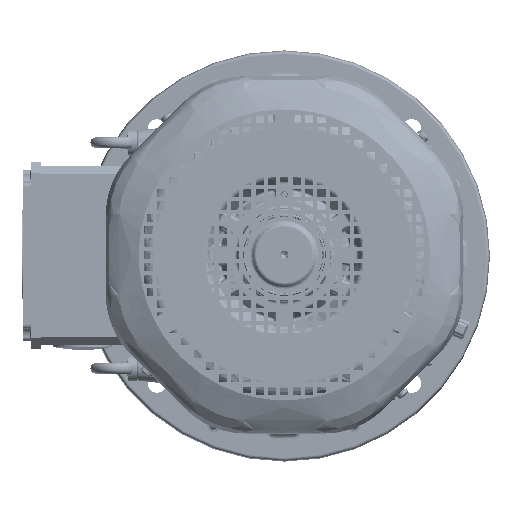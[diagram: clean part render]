
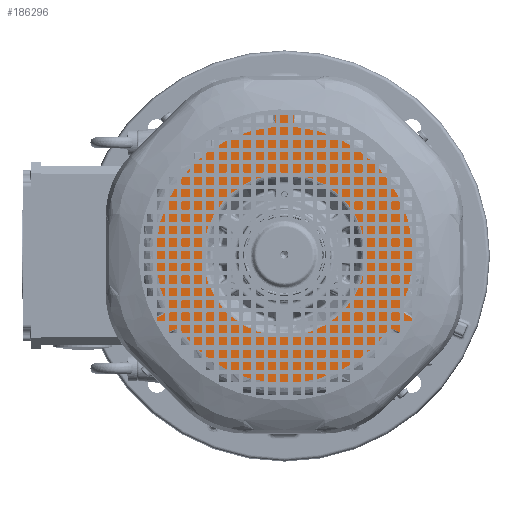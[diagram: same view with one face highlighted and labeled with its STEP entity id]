
A CAD part, top view. The second image highlights one B-rep face of the part: STEP entity #186296.
In plain terms, the highlighted planar face has unit normal (0, 0, 1).
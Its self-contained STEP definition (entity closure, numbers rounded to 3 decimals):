
#13738=CIRCLE('',#224786,124.805);
#14452=CIRCLE('',#226732,124.805);
#14453=CIRCLE('',#226734,124.805);
#14456=CIRCLE('',#226738,78.96);
#20871=PLANE('',#226809);
#40872=EDGE_LOOP('',(#101687));
#40873=EDGE_LOOP('',(#101688,#101689,#101690,#101691,#101692,#101693,#101694,
#101695,#101696,#101697,#101698,#101699,#101700,#101701,#101702,#101703,
#101704,#101705));
#56503=LINE('',#323764,#68987);
#56517=LINE('',#325568,#69001);
#56520=LINE('',#325603,#69004);
#56521=LINE('',#325743,#69005);
#56522=LINE('',#325772,#69006);
#56534=LINE('',#326077,#69018);
#56536=LINE('',#326082,#69020);
#56539=LINE('',#326162,#69023);
#57279=LINE('',#343763,#69763);
#68987=VECTOR('',#259879,1.);
#69001=VECTOR('',#260111,1.);
#69004=VECTOR('',#260124,1.);
#69005=VECTOR('',#260137,1.);
#69006=VECTOR('',#260146,1.);
#69018=VECTOR('',#260234,1.);
#69020=VECTOR('',#260240,1.);
#69023=VECTOR('',#260255,1.);
#69763=VECTOR('',#264719,1.);
#101687=ORIENTED_EDGE('',*,*,#153258,.T.);
#101688=ORIENTED_EDGE('',*,*,#153252,.T.);
#101689=ORIENTED_EDGE('',*,*,#150212,.T.);
#101690=ORIENTED_EDGE('',*,*,#150211,.T.);
#101691=ORIENTED_EDGE('',*,*,#150205,.T.);
#101692=ORIENTED_EDGE('',*,*,#153300,.T.);
#101693=ORIENTED_EDGE('',*,*,#149816,.T.);
#101694=ORIENTED_EDGE('',*,*,#153251,.T.);
#101695=ORIENTED_EDGE('',*,*,#150286,.T.);
#101696=ORIENTED_EDGE('',*,*,#150285,.T.);
#101697=ORIENTED_EDGE('',*,*,#150282,.T.);
#101698=ORIENTED_EDGE('',*,*,#150294,.T.);
#101699=ORIENTED_EDGE('',*,*,#150300,.T.);
#101700=ORIENTED_EDGE('',*,*,#149975,.T.);
#101701=ORIENTED_EDGE('',*,*,#150221,.T.);
#101702=ORIENTED_EDGE('',*,*,#150224,.T.);
#101703=ORIENTED_EDGE('',*,*,#149958,.T.);
#101704=ORIENTED_EDGE('',*,*,#150227,.T.);
#101705=ORIENTED_EDGE('',*,*,#149964,.T.);
#149816=EDGE_CURVE('',#205351,#205352,#171555,.T.);
#149958=EDGE_CURVE('',#205465,#205466,#56503,.T.);
#149964=EDGE_CURVE('',#205469,#205468,#171646,.T.);
#149975=EDGE_CURVE('',#205477,#205052,#13738,.T.);
#150205=EDGE_CURVE('',#205655,#205654,#56517,.T.);
#150211=EDGE_CURVE('',#205656,#205655,#56520,.T.);
#150212=EDGE_CURVE('',#205658,#205656,#171792,.T.);
#150221=EDGE_CURVE('',#205052,#205661,#171799,.T.);
#150224=EDGE_CURVE('',#205661,#205465,#56521,.T.);
#150227=EDGE_CURVE('',#205466,#205469,#56522,.T.);
#150282=EDGE_CURVE('',#205684,#205687,#56534,.T.);
#150285=EDGE_CURVE('',#205688,#205684,#56536,.T.);
#150286=EDGE_CURVE('',#205685,#205688,#171822,.T.);
#150294=EDGE_CURVE('',#205687,#205693,#56539,.T.);
#150300=EDGE_CURVE('',#205693,#205477,#171826,.T.);
#153251=EDGE_CURVE('',#205352,#205685,#14452,.T.);
#153252=EDGE_CURVE('',#205468,#205658,#14453,.T.);
#153258=EDGE_CURVE('',#207421,#207421,#14456,.T.);
#153300=EDGE_CURVE('',#205654,#205351,#57279,.T.);
#171555=B_SPLINE_CURVE_WITH_KNOTS('',3,(#322968,#322969,#322970,#322971),
 .UNSPECIFIED.,.F.,.F.,(4,4),(0.,1.),.UNSPECIFIED.);
#171646=B_SPLINE_CURVE_WITH_KNOTS('',3,(#323811,#323812,#323813,#323814),
 .UNSPECIFIED.,.F.,.F.,(4,4),(0.,1.),.UNSPECIFIED.);
#171792=B_SPLINE_CURVE_WITH_KNOTS('',3,(#325605,#325606,#325607,#325608),
 .UNSPECIFIED.,.F.,.F.,(4,4),(0.,1.),.UNSPECIFIED.);
#171799=B_SPLINE_CURVE_WITH_KNOTS('',3,(#325694,#325695,#325696,#325697),
 .UNSPECIFIED.,.F.,.F.,(4,4),(0.,1.),.UNSPECIFIED.);
#171822=B_SPLINE_CURVE_WITH_KNOTS('',3,(#326084,#326085,#326086,#326087),
 .UNSPECIFIED.,.F.,.F.,(4,4),(0.,1.),.UNSPECIFIED.);
#171826=B_SPLINE_CURVE_WITH_KNOTS('',3,(#326204,#326205,#326206,#326207),
 .UNSPECIFIED.,.F.,.F.,(4,4),(0.,1.),.UNSPECIFIED.);
#186296=ADVANCED_FACE('',(#196530,#196531),#20871,.T.);
#196530=FACE_BOUND('',#40872,.T.);
#196531=FACE_BOUND('',#40873,.T.);
#205052=VERTEX_POINT('',#320626);
#205351=VERTEX_POINT('',#322972);
#205352=VERTEX_POINT('',#322973);
#205465=VERTEX_POINT('',#323758);
#205466=VERTEX_POINT('',#323763);
#205468=VERTEX_POINT('',#323810);
#205469=VERTEX_POINT('',#323815);
#205477=VERTEX_POINT('',#323961);
#205654=VERTEX_POINT('',#325565);
#205655=VERTEX_POINT('',#325569);
#205656=VERTEX_POINT('',#325600);
#205658=VERTEX_POINT('',#325609);
#205661=VERTEX_POINT('',#325693);
#205684=VERTEX_POINT('',#326049);
#205685=VERTEX_POINT('',#326066);
#205687=VERTEX_POINT('',#326076);
#205688=VERTEX_POINT('',#326081);
#205693=VERTEX_POINT('',#326161);
#207421=VERTEX_POINT('',#343654);
#224786=AXIS2_PLACEMENT_3D('',#323960,#259898,#259899);
#226732=AXIS2_PLACEMENT_3D('',#343630,#264539,#264540);
#226734=AXIS2_PLACEMENT_3D('',#343632,#264543,#264544);
#226738=AXIS2_PLACEMENT_3D('',#343653,#264551,#264552);
#226809=AXIS2_PLACEMENT_3D('',#343764,#264720,#264721);
#259879=DIRECTION('',(-1.,0.,0.));
#259898=DIRECTION('',(0.,0.,1.));
#259899=DIRECTION('',(-1.,0.,0.));
#260111=DIRECTION('',(0.5,-0.866,0.));
#260124=DIRECTION('',(-0.866,-0.5,0.));
#260137=DIRECTION('',(0.,1.,0.));
#260146=DIRECTION('',(0.,-1.,0.));
#260234=DIRECTION('',(0.5,0.866,0.));
#260240=DIRECTION('',(0.866,-0.5,0.));
#260255=DIRECTION('',(-0.866,0.5,0.));
#264539=DIRECTION('',(0.,0.,1.));
#264540=DIRECTION('',(-1.,0.,0.));
#264543=DIRECTION('',(0.,0.,1.));
#264544=DIRECTION('',(-1.,0.,0.));
#264551=DIRECTION('',(0.,0.,-1.));
#264552=DIRECTION('',(-1.,0.,0.));
#264719=DIRECTION('',(0.866,0.5,0.));
#264720=DIRECTION('',(0.,0.,1.));
#264721=DIRECTION('',(-1.,0.,0.));
#320626=CARTESIAN_POINT('',(10.949,124.324,1459.5));
#322968=CARTESIAN_POINT('',(-109.915,-73.911,1459.5));
#322969=CARTESIAN_POINT('',(-107.562,-72.552,1459.5));
#322970=CARTESIAN_POINT('',(-104.836,-72.111,1459.5));
#322971=CARTESIAN_POINT('',(-102.193,-71.644,1459.5));
#322972=CARTESIAN_POINT('',(-109.915,-73.911,1459.5));
#322973=CARTESIAN_POINT('',(-102.193,-71.644,1459.5));
#323758=CARTESIAN_POINT('',(9.051,144.018,1459.5));
#323763=CARTESIAN_POINT('',(-9.051,144.018,1459.5));
#323764=CARTESIAN_POINT('',(-10.,144.018,1459.5));
#323810=CARTESIAN_POINT('',(-10.949,124.324,1459.5));
#323811=CARTESIAN_POINT('',(-9.051,132.145,1459.5));
#323812=CARTESIAN_POINT('',(-9.051,129.427,1459.5));
#323813=CARTESIAN_POINT('',(-10.032,126.847,1459.5));
#323814=CARTESIAN_POINT('',(-10.949,124.324,1459.5));
#323815=CARTESIAN_POINT('',(-9.051,132.145,1459.5));
#323960=CARTESIAN_POINT('',(0.,0.,1459.5));
#323961=CARTESIAN_POINT('',(113.142,-52.68,1459.5));
#325565=CARTESIAN_POINT('',(-120.198,-79.847,1459.5));
#325568=CARTESIAN_POINT('',(-119.723,-80.669,1459.5));
#325569=CARTESIAN_POINT('',(-129.249,-64.171,1459.5));
#325600=CARTESIAN_POINT('',(-118.966,-58.234,1459.5));
#325603=CARTESIAN_POINT('',(-130.1,-64.662,1459.5));
#325605=CARTESIAN_POINT('',(-113.142,-52.68,1459.5));
#325606=CARTESIAN_POINT('',(-114.868,-54.735,1459.5));
#325607=CARTESIAN_POINT('',(-116.613,-56.875,1459.5));
#325608=CARTESIAN_POINT('',(-118.966,-58.234,1459.5));
#325609=CARTESIAN_POINT('',(-113.142,-52.68,1459.5));
#325693=CARTESIAN_POINT('',(9.051,132.145,1459.5));
#325694=CARTESIAN_POINT('',(10.949,124.324,1459.5));
#325695=CARTESIAN_POINT('',(10.032,126.847,1459.5));
#325696=CARTESIAN_POINT('',(9.051,129.427,1459.5));
#325697=CARTESIAN_POINT('',(9.051,132.145,1459.5));
#325743=CARTESIAN_POINT('',(9.051,145.001,1459.5));
#325772=CARTESIAN_POINT('',(-9.051,124.404,1459.5));
#326049=CARTESIAN_POINT('',(120.198,-79.847,1459.5));
#326066=CARTESIAN_POINT('',(102.193,-71.644,1459.5));
#326076=CARTESIAN_POINT('',(129.249,-64.171,1459.5));
#326077=CARTESIAN_POINT('',(129.723,-63.349,1459.5));
#326081=CARTESIAN_POINT('',(109.915,-73.911,1459.5));
#326082=CARTESIAN_POINT('',(121.049,-80.339,1459.5));
#326084=CARTESIAN_POINT('',(102.193,-71.644,1459.5));
#326085=CARTESIAN_POINT('',(104.836,-72.111,1459.5));
#326086=CARTESIAN_POINT('',(107.562,-72.552,1459.5));
#326087=CARTESIAN_POINT('',(109.915,-73.911,1459.5));
#326161=CARTESIAN_POINT('',(118.966,-58.234,1459.5));
#326162=CARTESIAN_POINT('',(112.262,-54.363,1459.5));
#326204=CARTESIAN_POINT('',(118.966,-58.234,1459.5));
#326205=CARTESIAN_POINT('',(116.613,-56.875,1459.5));
#326206=CARTESIAN_POINT('',(114.868,-54.735,1459.5));
#326207=CARTESIAN_POINT('',(113.142,-52.68,1459.5));
#343630=CARTESIAN_POINT('',(0.,0.,1459.5));
#343632=CARTESIAN_POINT('',(0.,0.,1459.5));
#343653=CARTESIAN_POINT('',(0.,0.,1459.5));
#343654=CARTESIAN_POINT('',(-78.96,0.,1459.5));
#343763=CARTESIAN_POINT('',(-103.211,-70.04,1459.5));
#343764=CARTESIAN_POINT('',(-76.073,0.,1459.5));
